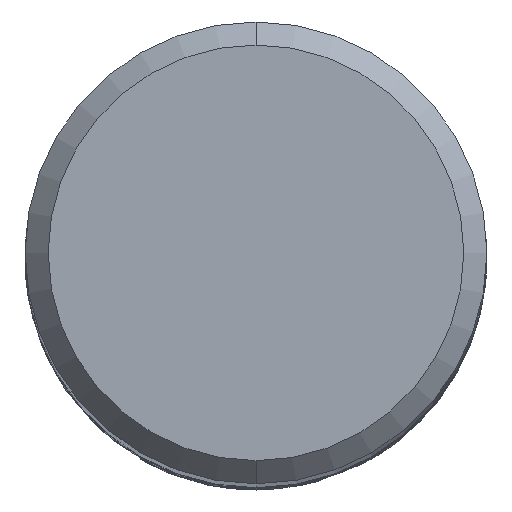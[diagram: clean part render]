
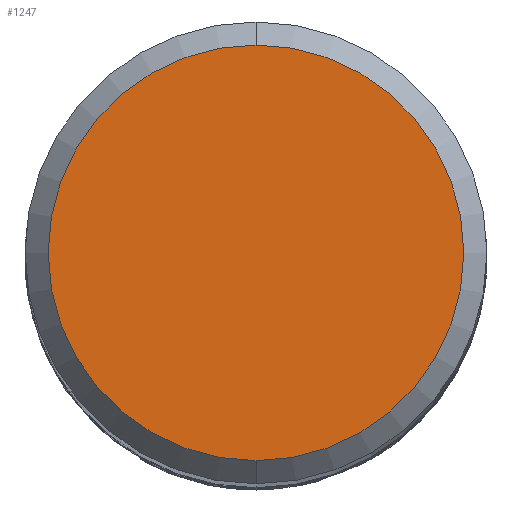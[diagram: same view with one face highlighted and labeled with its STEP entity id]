
A CAD part, top view. The second image highlights one B-rep face of the part: STEP entity #1247.
In plain terms, the highlighted planar face has unit normal (0, 0, 1).
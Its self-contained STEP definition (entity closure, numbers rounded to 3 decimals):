
#1245=EDGE_CURVE('',#2339,#1689,#3360,.T.);
#1247=ADVANCED_FACE('',(#3362),#3363,.T.);
#1677=EDGE_CURVE('',#1689,#2339,#3826,.T.);
#1689=VERTEX_POINT('',#3839);
#2339=VERTEX_POINT('',#4557);
#3360=CIRCLE('',#7912,4.5);
#3362=FACE_OUTER_BOUND('',#7914,.T.);
#3363=PLANE('',#7915);
#3826=CIRCLE('',#11658,4.5);
#3839=CARTESIAN_POINT('',(0.0,4.5,0.0));
#4557=CARTESIAN_POINT('',(0.,-4.5,0.0));
#7912=AXIS2_PLACEMENT_3D('',#26967,#26968,#26969);
#7914=EDGE_LOOP('',(#26971,#26972));
#7915=AXIS2_PLACEMENT_3D('',#26973,#26974,#26975);
#11658=AXIS2_PLACEMENT_3D('',#27421,#27422,#27423);
#26967=CARTESIAN_POINT('',(0.0,0.0,0.0));
#26968=DIRECTION('',(0.0,0.0,-1.0));
#26969=DIRECTION('',(0.0,1.0,0.0));
#26971=ORIENTED_EDGE('',*,*,#1677,.F.);
#26972=ORIENTED_EDGE('',*,*,#1245,.F.);
#26973=CARTESIAN_POINT('',(0.0,2.25,0.0));
#26974=DIRECTION('',(-0.0,0.0,1.0));
#26975=DIRECTION('',(0.0,-1.0,0.0));
#27421=CARTESIAN_POINT('',(0.0,0.0,0.0));
#27422=DIRECTION('',(0.0,0.0,-1.0));
#27423=DIRECTION('',(0.0,1.0,0.0));
